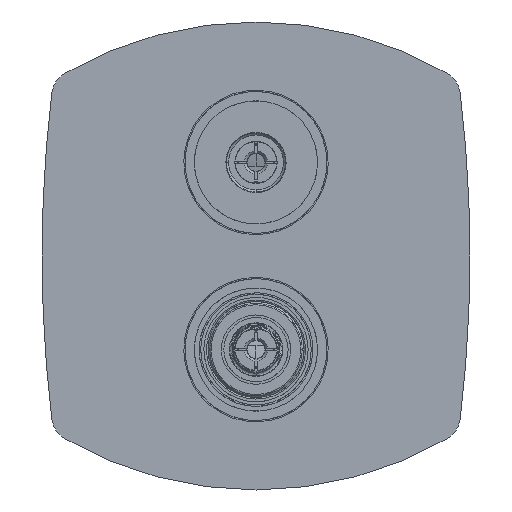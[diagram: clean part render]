
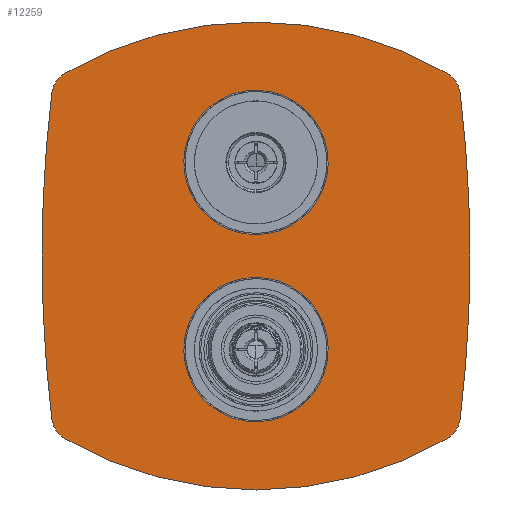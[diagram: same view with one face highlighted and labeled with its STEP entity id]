
A CAD part, front view. The second image highlights one B-rep face of the part: STEP entity #12259.
In plain terms, the highlighted planar face has unit normal (0, -1, 0).
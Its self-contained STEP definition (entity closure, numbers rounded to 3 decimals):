
#11835=CARTESIAN_POINT('Vertex',(23.695,-8.5,82.944)) ;
#11840=CARTESIAN_POINT('Axis2P3D Location',(0.,-8.5,70.)) ;
#11844=CARTESIAN_POINT('Vertex',(-23.695,-8.5,57.056)) ;
#12015=CARTESIAN_POINT('Axis2P3D Location',(0.,-8.5,70.)) ;
#12038=CARTESIAN_POINT('Axis2P3D Location',(432.5,-8.5,35.)) ;
#12042=CARTESIAN_POINT('Vertex',(-80.,-8.5,35.)) ;
#12044=CARTESIAN_POINT('Vertex',(-76.378,-8.5,95.82)) ;
#12056=CARTESIAN_POINT('Vertex',(-76.378,-8.5,-25.82)) ;
#12059=CARTESIAN_POINT('Axis2P3D Location',(432.5,-8.5,35.)) ;
#12079=CARTESIAN_POINT('Axis2P3D Location',(-66.449,-8.5,94.633)) ;
#12083=CARTESIAN_POINT('Vertex',(-71.464,-8.5,103.285)) ;
#12104=CARTESIAN_POINT('Axis2P3D Location',(0.,-8.5,-20.)) ;
#12108=CARTESIAN_POINT('Vertex',(0.,-8.5,122.5)) ;
#12111=CARTESIAN_POINT('Axis2P3D Location',(0.,-8.5,-20.)) ;
#12115=CARTESIAN_POINT('Vertex',(71.464,-8.5,103.285)) ;
#12142=CARTESIAN_POINT('Vertex',(76.378,-8.5,95.82)) ;
#12145=CARTESIAN_POINT('Axis2P3D Location',(-432.5,-8.5,35.)) ;
#12149=CARTESIAN_POINT('Vertex',(80.,-8.5,35.)) ;
#12152=CARTESIAN_POINT('Axis2P3D Location',(-432.5,-8.5,35.)) ;
#12156=CARTESIAN_POINT('Vertex',(76.378,-8.5,-25.82)) ;
#12179=CARTESIAN_POINT('Axis2P3D Location',(66.449,-8.5,94.633)) ;
#12192=CARTESIAN_POINT('Axis2P3D Location',(0.,-8.5,35.)) ;
#12197=CARTESIAN_POINT('Axis2P3D Location',(-66.449,-8.5,-24.633)) ;
#12201=CARTESIAN_POINT('Vertex',(-71.464,-8.5,-33.285)) ;
#12204=CARTESIAN_POINT('Axis2P3D Location',(0.,-8.5,90.)) ;
#12208=CARTESIAN_POINT('Vertex',(0.,-8.5,-52.5)) ;
#12211=CARTESIAN_POINT('Axis2P3D Location',(0.,-8.5,90.)) ;
#12215=CARTESIAN_POINT('Vertex',(71.464,-8.5,-33.285)) ;
#12218=CARTESIAN_POINT('Axis2P3D Location',(66.449,-8.5,-24.633)) ;
#12237=CARTESIAN_POINT('Axis2P3D Location',(0.,-8.5,0.)) ;
#12241=CARTESIAN_POINT('Vertex',(-23.695,-8.5,12.944)) ;
#12243=CARTESIAN_POINT('Vertex',(23.695,-8.5,-12.944)) ;
#12246=CARTESIAN_POINT('Axis2P3D Location',(0.,-8.5,0.)) ;
#11841=DIRECTION('Axis2P3D Direction',(0.,-1.,0.)) ;
#12016=DIRECTION('Axis2P3D Direction',(0.,-1.,0.)) ;
#12039=DIRECTION('Axis2P3D Direction',(0.,1.,0.)) ;
#12060=DIRECTION('Axis2P3D Direction',(0.,1.,0.)) ;
#12080=DIRECTION('Axis2P3D Direction',(0.,1.,0.)) ;
#12105=DIRECTION('Axis2P3D Direction',(0.,1.,0.)) ;
#12112=DIRECTION('Axis2P3D Direction',(0.,1.,0.)) ;
#12146=DIRECTION('Axis2P3D Direction',(0.,-1.,0.)) ;
#12153=DIRECTION('Axis2P3D Direction',(0.,-1.,0.)) ;
#12180=DIRECTION('Axis2P3D Direction',(0.,-1.,0.)) ;
#12193=DIRECTION('Axis2P3D Direction',(0.,1.,0.)) ;
#12194=DIRECTION('Axis2P3D XDirection',(-1.,0.,0.)) ;
#12198=DIRECTION('Axis2P3D Direction',(0.,1.,0.)) ;
#12205=DIRECTION('Axis2P3D Direction',(0.,1.,0.)) ;
#12212=DIRECTION('Axis2P3D Direction',(0.,1.,0.)) ;
#12219=DIRECTION('Axis2P3D Direction',(0.,1.,0.)) ;
#12238=DIRECTION('Axis2P3D Direction',(0.,1.,0.)) ;
#12247=DIRECTION('Axis2P3D Direction',(0.,1.,0.)) ;
#11842=AXIS2_PLACEMENT_3D('Circle Axis2P3D',#11840,#11841,$) ;
#12017=AXIS2_PLACEMENT_3D('Circle Axis2P3D',#12015,#12016,$) ;
#12040=AXIS2_PLACEMENT_3D('Circle Axis2P3D',#12038,#12039,$) ;
#12061=AXIS2_PLACEMENT_3D('Circle Axis2P3D',#12059,#12060,$) ;
#12081=AXIS2_PLACEMENT_3D('Circle Axis2P3D',#12079,#12080,$) ;
#12106=AXIS2_PLACEMENT_3D('Circle Axis2P3D',#12104,#12105,$) ;
#12113=AXIS2_PLACEMENT_3D('Circle Axis2P3D',#12111,#12112,$) ;
#12147=AXIS2_PLACEMENT_3D('Circle Axis2P3D',#12145,#12146,$) ;
#12154=AXIS2_PLACEMENT_3D('Circle Axis2P3D',#12152,#12153,$) ;
#12181=AXIS2_PLACEMENT_3D('Circle Axis2P3D',#12179,#12180,$) ;
#12195=AXIS2_PLACEMENT_3D('Plane Axis2P3D',#12192,#12193,#12194) ;
#12199=AXIS2_PLACEMENT_3D('Circle Axis2P3D',#12197,#12198,$) ;
#12206=AXIS2_PLACEMENT_3D('Circle Axis2P3D',#12204,#12205,$) ;
#12213=AXIS2_PLACEMENT_3D('Circle Axis2P3D',#12211,#12212,$) ;
#12220=AXIS2_PLACEMENT_3D('Circle Axis2P3D',#12218,#12219,$) ;
#12239=AXIS2_PLACEMENT_3D('Circle Axis2P3D',#12237,#12238,$) ;
#12248=AXIS2_PLACEMENT_3D('Circle Axis2P3D',#12246,#12247,$) ;
#11843=CIRCLE('generated circle',#11842,27.) ;
#12018=CIRCLE('generated circle',#12017,27.) ;
#12041=CIRCLE('generated circle',#12040,512.5) ;
#12062=CIRCLE('generated circle',#12061,512.5) ;
#12082=CIRCLE('generated circle',#12081,10.) ;
#12107=CIRCLE('generated circle',#12106,142.5) ;
#12114=CIRCLE('generated circle',#12113,142.5) ;
#12148=CIRCLE('generated circle',#12147,512.5) ;
#12155=CIRCLE('generated circle',#12154,512.5) ;
#12182=CIRCLE('generated circle',#12181,10.) ;
#12200=CIRCLE('generated circle',#12199,10.) ;
#12207=CIRCLE('generated circle',#12206,142.5) ;
#12214=CIRCLE('generated circle',#12213,142.5) ;
#12221=CIRCLE('generated circle',#12220,10.) ;
#12240=CIRCLE('generated circle',#12239,27.) ;
#12249=CIRCLE('generated circle',#12248,27.) ;
#12196=PLANE('',#12195) ;
#12254=FACE_BOUND('',#12251,.T.) ;
#12258=FACE_BOUND('',#12255,.T.) ;
#11846=EDGE_CURVE('',#11845,#11836,#11843,.F.) ;
#12019=EDGE_CURVE('',#11836,#11845,#12018,.F.) ;
#12046=EDGE_CURVE('',#12043,#12045,#12041,.T.) ;
#12063=EDGE_CURVE('',#12043,#12057,#12062,.F.) ;
#12085=EDGE_CURVE('',#12045,#12084,#12082,.T.) ;
#12110=EDGE_CURVE('',#12084,#12109,#12107,.T.) ;
#12117=EDGE_CURVE('',#12116,#12109,#12114,.F.) ;
#12151=EDGE_CURVE('',#12150,#12143,#12148,.T.) ;
#12158=EDGE_CURVE('',#12150,#12157,#12155,.F.) ;
#12183=EDGE_CURVE('',#12143,#12116,#12182,.T.) ;
#12203=EDGE_CURVE('',#12057,#12202,#12200,.F.) ;
#12210=EDGE_CURVE('',#12202,#12209,#12207,.F.) ;
#12217=EDGE_CURVE('',#12216,#12209,#12214,.T.) ;
#12222=EDGE_CURVE('',#12157,#12216,#12221,.T.) ;
#12245=EDGE_CURVE('',#12242,#12244,#12240,.F.) ;
#12250=EDGE_CURVE('',#12244,#12242,#12249,.F.) ;
#12224=ORIENTED_EDGE('',*,*,#12063,.T.) ;
#12225=ORIENTED_EDGE('',*,*,#12203,.T.) ;
#12226=ORIENTED_EDGE('',*,*,#12210,.T.) ;
#12227=ORIENTED_EDGE('',*,*,#12217,.F.) ;
#12228=ORIENTED_EDGE('',*,*,#12222,.F.) ;
#12229=ORIENTED_EDGE('',*,*,#12158,.F.) ;
#12230=ORIENTED_EDGE('',*,*,#12151,.T.) ;
#12231=ORIENTED_EDGE('',*,*,#12183,.T.) ;
#12232=ORIENTED_EDGE('',*,*,#12117,.T.) ;
#12233=ORIENTED_EDGE('',*,*,#12110,.F.) ;
#12234=ORIENTED_EDGE('',*,*,#12085,.F.) ;
#12235=ORIENTED_EDGE('',*,*,#12046,.F.) ;
#12252=ORIENTED_EDGE('',*,*,#12245,.F.) ;
#12253=ORIENTED_EDGE('',*,*,#12250,.F.) ;
#12256=ORIENTED_EDGE('',*,*,#12019,.T.) ;
#12257=ORIENTED_EDGE('',*,*,#11846,.T.) ;
#12223=EDGE_LOOP('',(#12224,#12225,#12226,#12227,#12228,#12229,#12230,#12231,#12232,#12233,#12234,#12235)) ;
#12251=EDGE_LOOP('',(#12252,#12253)) ;
#12255=EDGE_LOOP('',(#12256,#12257)) ;
#11836=VERTEX_POINT('',#11835) ;
#11845=VERTEX_POINT('',#11844) ;
#12043=VERTEX_POINT('',#12042) ;
#12045=VERTEX_POINT('',#12044) ;
#12057=VERTEX_POINT('',#12056) ;
#12084=VERTEX_POINT('',#12083) ;
#12109=VERTEX_POINT('',#12108) ;
#12116=VERTEX_POINT('',#12115) ;
#12143=VERTEX_POINT('',#12142) ;
#12150=VERTEX_POINT('',#12149) ;
#12157=VERTEX_POINT('',#12156) ;
#12202=VERTEX_POINT('',#12201) ;
#12209=VERTEX_POINT('',#12208) ;
#12216=VERTEX_POINT('',#12215) ;
#12242=VERTEX_POINT('',#12241) ;
#12244=VERTEX_POINT('',#12243) ;
#12259=ADVANCED_FACE('PartBody',(#12236,#12254,#12258),#12196,.F.) ;
#12236=FACE_OUTER_BOUND('',#12223,.T.) ;
